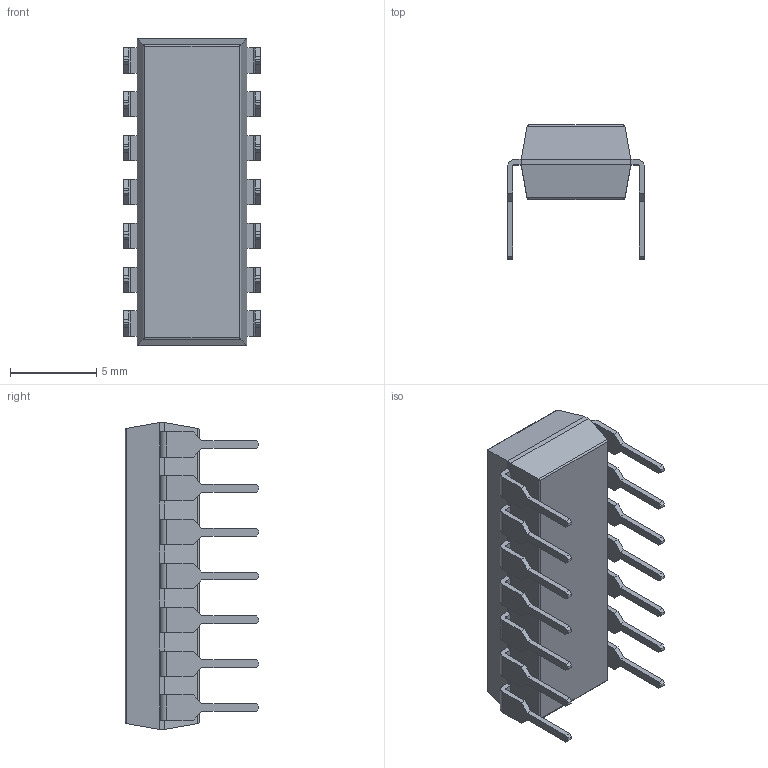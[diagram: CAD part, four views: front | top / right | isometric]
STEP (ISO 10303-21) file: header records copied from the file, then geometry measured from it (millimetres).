
FILE_DESCRIPTION (( 'STEP AP214' ), '1' );
FILE_NAME ('DIP14.step', '2011-03-01T20:06:20', ( 'iLLuSioN' ), ( 'Home' ), 'SwSTEP 2.0', 'SolidWorks 2009', '' );
FILE_SCHEMA (( 'AUTOMOTIVE_DESIGN' ));
Length unit declared in the file: millimetre
Products named in the file (1): DIP14
Bounding box: 7.92 x 7.75 x 17.78 mm (x, y, z)
Volume: 474.4 mm3; surface area: 593.9 mm2
Topology: 1 solids, 1 shells, 250 faces, 672 edges, 424 vertices
Faces by surface type: plane 211, cylinder 39
Entity records: 10419 total; most frequent: CARTESIAN_POINT 1407, ORIENTED_EDGE 1344, DIRECTION 1222, EDGE_CURVE 672, VECTOR 600, LINE 600, VERTEX_POINT 424, AXIS2_PLACEMENT_3D 311
